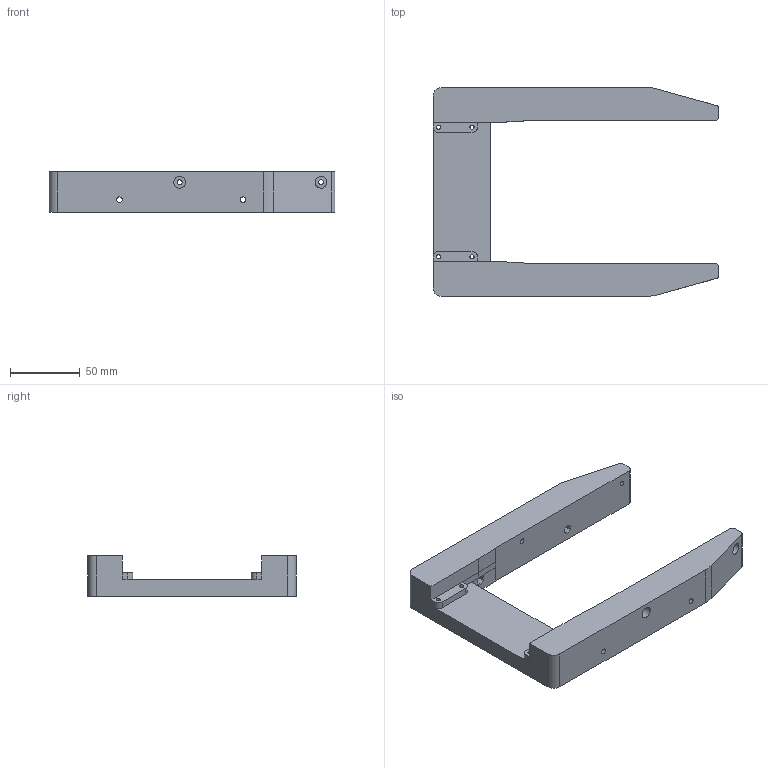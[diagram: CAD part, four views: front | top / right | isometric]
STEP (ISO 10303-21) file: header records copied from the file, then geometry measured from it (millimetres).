
FILE_DESCRIPTION(('FreeCAD Model'),'2;1');
FILE_NAME('Open CASCADE Shape Model','2024-08-09T01:15:29',(''),(''), 'Open CASCADE STEP processor 7.6','FreeCAD','Unknown');
FILE_SCHEMA(('AUTOMOTIVE_DESIGN { 1 0 10303 214 1 1 1 1 }'));
Length unit declared in the file: millimetre
Products named in the file (1): Pocket012
Bounding box: 205.4 x 149.7 x 29 mm (x, y, z)
Volume: 312894.5 mm3; surface area: 58010.1 mm2
Topology: 1 solids, 1 shells, 95 faces, 251 edges, 164 vertices
Faces by surface type: plane 68, cylinder 27
Full cylindrical faces by diameter (mm): 3 x4, 3.5 x4, 4 x4, 8.5 x4
Entity records: 2989 total; most frequent: CARTESIAN_POINT 511, ORIENTED_EDGE 502, DIRECTION 497, EDGE_CURVE 251, LINE 197, VECTOR 197, VERTEX_POINT 164, AXIS2_PLACEMENT_3D 150
